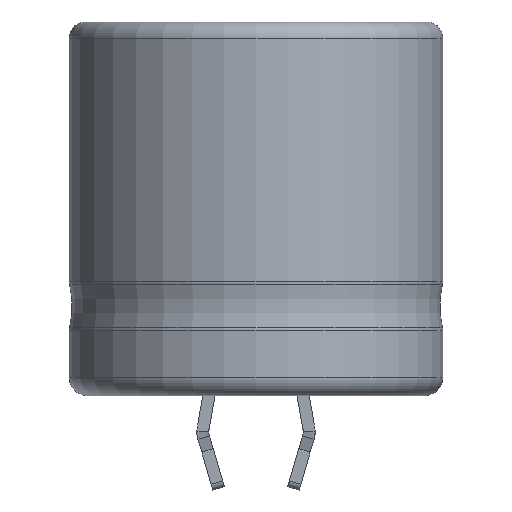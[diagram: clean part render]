
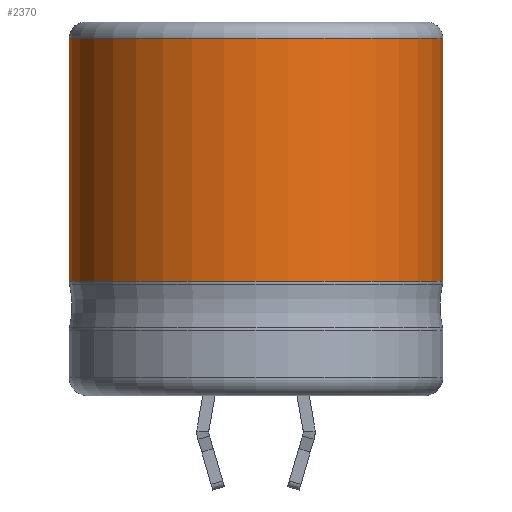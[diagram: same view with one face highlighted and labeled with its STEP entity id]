
A CAD part, front view. The second image highlights one B-rep face of the part: STEP entity #2370.
In plain terms, the highlighted cylindrical face has radius 12.5 mm (diameter 25 mm), a full revolution.
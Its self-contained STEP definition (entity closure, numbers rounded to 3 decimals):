
#38=CYLINDRICAL_SURFACE('',#2502,12.5);
#449=ORIENTED_EDGE('',*,*,#887,.F.);
#450=ORIENTED_EDGE('',*,*,#880,.F.);
#880=EDGE_CURVE('',#1108,#1108,#1240,.T.);
#887=EDGE_CURVE('',#1115,#1115,#1247,.T.);
#1108=VERTEX_POINT('',#3123);
#1115=VERTEX_POINT('',#3141);
#1240=CIRCLE('',#2476,12.5);
#1247=CIRCLE('',#2487,12.5);
#1310=EDGE_LOOP('',(#449));
#1311=EDGE_LOOP('',(#450));
#1444=FACE_BOUND('',#1310,.T.);
#1445=FACE_BOUND('',#1311,.T.);
#2370=ADVANCED_FACE('',(#1444,#1445),#38,.T.);
#2476=AXIS2_PLACEMENT_3D('',#3122,#2638,#2639);
#2487=AXIS2_PLACEMENT_3D('',#3140,#2660,#2661);
#2502=AXIS2_PLACEMENT_3D('',#3162,#2690,#2691);
#2638=DIRECTION('',(0.,0.,-1.));
#2639=DIRECTION('',(-1.,0.,0.));
#2660=DIRECTION('',(0.,0.,1.));
#2661=DIRECTION('',(1.,0.,0.));
#2690=DIRECTION('',(0.,0.,1.));
#2691=DIRECTION('',(1.,0.,0.));
#3122=CARTESIAN_POINT('',(0.,0.,7.661));
#3123=CARTESIAN_POINT('',(-12.5,0.,7.661));
#3140=CARTESIAN_POINT('',(0.,0.,23.9));
#3141=CARTESIAN_POINT('',(12.5,0.,23.9));
#3162=CARTESIAN_POINT('',(0.,0.,1.7));
